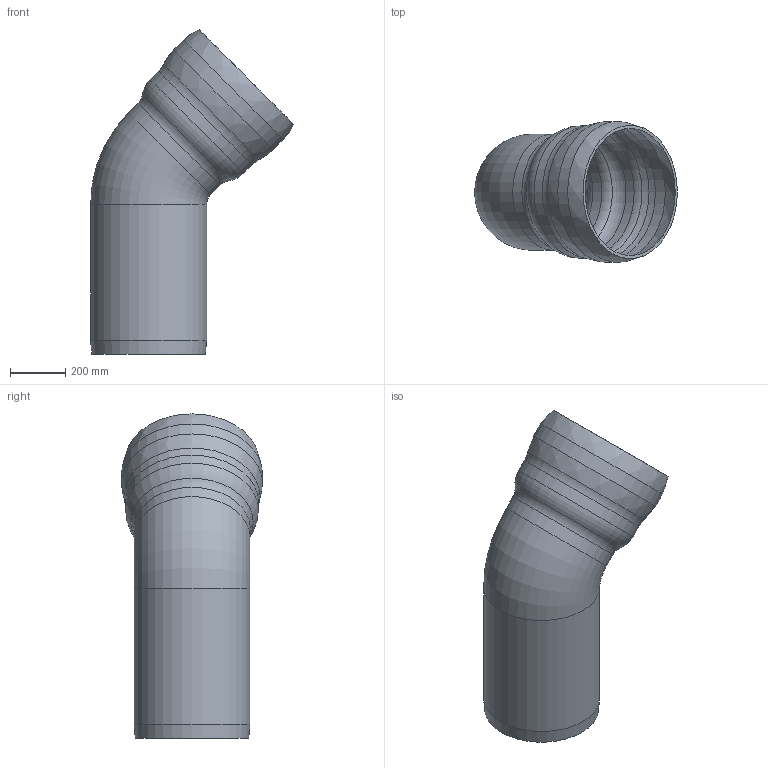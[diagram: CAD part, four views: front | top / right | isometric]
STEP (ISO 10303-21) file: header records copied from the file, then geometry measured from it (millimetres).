
FILE_DESCRIPTION(/* description */ (''),/* implementation_level */ '2;1');
FILE_NAME(/* name */ '00352.040X_3D.stp',/* time_stamp */ '2024-12-11T12:55:28+01:00',/* author */ ('CAD'),/* organization */ (''),/* preprocessor_version */ 'ST-DEVELOPER v20',/* originating_system */ 'AutoCAD Mechanical',/* authorisation */ '');
FILE_SCHEMA (('AUTOMOTIVE_DESIGN { 1 0 10303 214 3 1 1 }'));
Length unit declared in the file: centimetre
Products named in the file (1): Product
Bounding box: 734.28 x 510 x 1174.24 mm (x, y, z)
Volume: 15511880.8 mm3; surface area: 3131319.2 mm2
Topology: 1 solids, 1 shells, 25 faces, 58 edges, 35 vertices
Faces by surface type: torus 8, cylinder 7, bspline 5, cone 3, plane 2
Full cylindrical faces by diameter (mm): 400 x2, 420 x2, 460 x1, 480 x1, 490 x1
Entity records: 869 total; most frequent: CARTESIAN_POINT 249, DIRECTION 148, ORIENTED_EDGE 116, AXIS2_PLACEMENT_3D 69, EDGE_CURVE 58, CIRCLE 48, VERTEX_POINT 35, EDGE_LOOP 27
